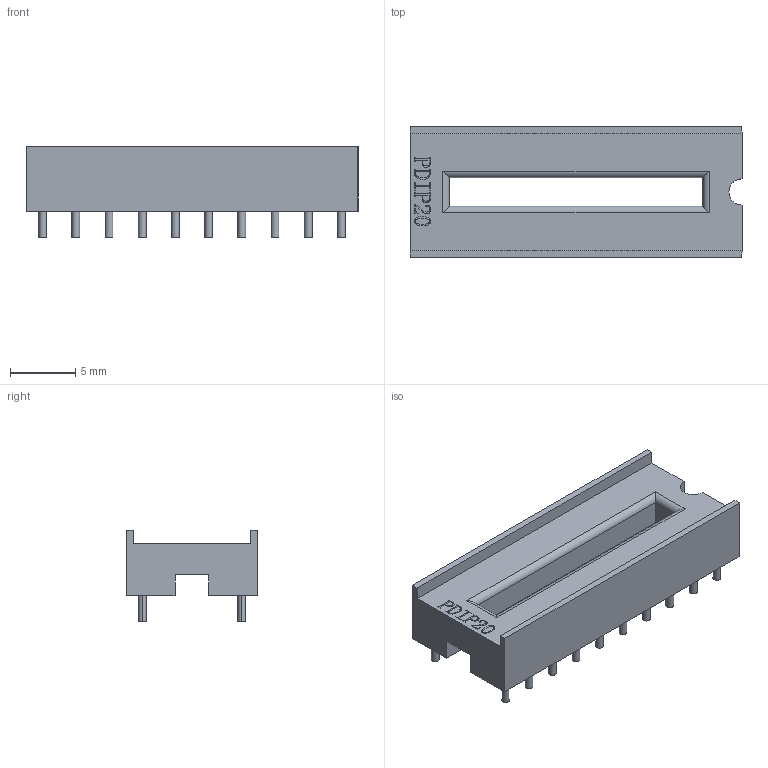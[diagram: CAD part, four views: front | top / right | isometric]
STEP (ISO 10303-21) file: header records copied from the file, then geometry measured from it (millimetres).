
FILE_DESCRIPTION (( 'STEP AP214' ), '1' );
FILE_NAME ('PDIP20.STEP', '2012-05-02T08:44:32', ( 'Lenovo User' ), ( 'Lenovo (Beijing) Limited' ), 'SwSTEP 2.0', 'SolidWorks 2011', '' );
FILE_SCHEMA (( 'AUTOMOTIVE_DESIGN' ));
Length unit declared in the file: millimetre
Products named in the file (1): PDIP20
Bounding box: 25.4 x 10 x 7 mm (x, y, z)
Volume: 838.5 mm3; surface area: 1051.9 mm2
Topology: 1 solids, 1 shells, 95 faces, 286 edges, 223 vertices
Faces by surface type: plane 49, cylinder 46
Entity records: 4309 total; most frequent: CARTESIAN_POINT 1305, ORIENTED_EDGE 572, DIRECTION 510, EDGE_CURVE 286, VERTEX_POINT 223, AXIS2_PLACEMENT_3D 180, VECTOR 150, LINE 150
